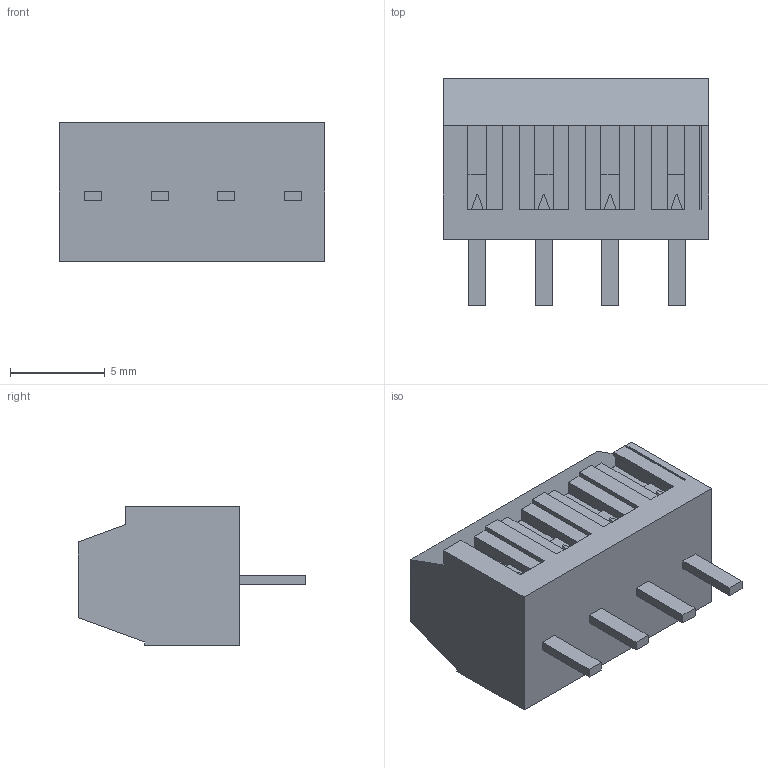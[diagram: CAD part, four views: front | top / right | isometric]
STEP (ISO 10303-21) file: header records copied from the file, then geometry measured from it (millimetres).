
FILE_DESCRIPTION((''),'2;1');
FILE_NAME('C-1776112-4','2008-08-26T',('workeradm'),('Tyco Electronics Corporation'),'PRO/ENGINEER BY PARAMETRIC TECHNOLOGY CORPORATION, 2005450','PRO/ENGINEER BY PARAMETRIC TECHNOLOGY CORPORATION, 2005450','');
FILE_SCHEMA(('CONFIG_CONTROL_DESIGN', 'GEOMETRIC_VALIDATION_PROPERTIES_MIM'));
Length unit declared in the file: millimetre
Products named in the file (1): C-1776112-4
Bounding box: 14 x 12 x 7.3 mm (x, y, z)
Volume: 704.6 mm3; surface area: 679.8 mm2
Topology: 1 solids, 1 shells, 181 faces, 501 edges, 334 vertices
Faces by surface type: plane 143, cylinder 38
Entity records: 6087 total; most frequent: CARTESIAN_POINT 1395, ORIENTED_EDGE 1002, DIRECTION 849, EDGE_CURVE 501, VECTOR 393, LINE 393, VERTEX_POINT 334, AXIS2_PLACEMENT_3D 228
